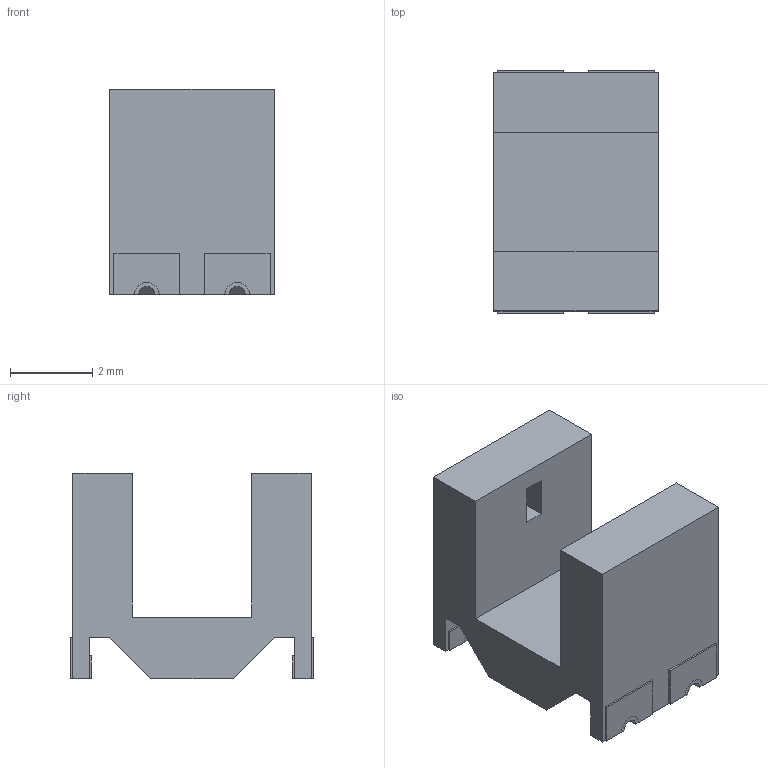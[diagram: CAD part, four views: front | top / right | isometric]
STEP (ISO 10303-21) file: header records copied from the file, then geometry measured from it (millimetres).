
FILE_DESCRIPTION (( 'STEP AP214' ), '1' );
FILE_NAME ('ARB031A.STEP', '2023-04-25T15:49:29', ( '' ), ( '' ), 'SwSTEP 2.0', 'SolidWorks 2014', '' );
FILE_SCHEMA (( 'AUTOMOTIVE_DESIGN' ));
Length unit declared in the file: millimetre
Products named in the file (1): ARB031A
Bounding box: 4 x 5.9 x 5 mm (x, y, z)
Volume: 66.8 mm3; surface area: 188.7 mm2
Topology: 13 solids, 13 shells, 128 faces, 300 edges, 200 vertices
Faces by surface type: plane 104, cylinder 24
Entity records: 3774 total; most frequent: CARTESIAN_POINT 629, DIRECTION 606, ORIENTED_EDGE 600, EDGE_CURVE 300, LINE 252, VECTOR 252, VERTEX_POINT 200, AXIS2_PLACEMENT_3D 177
